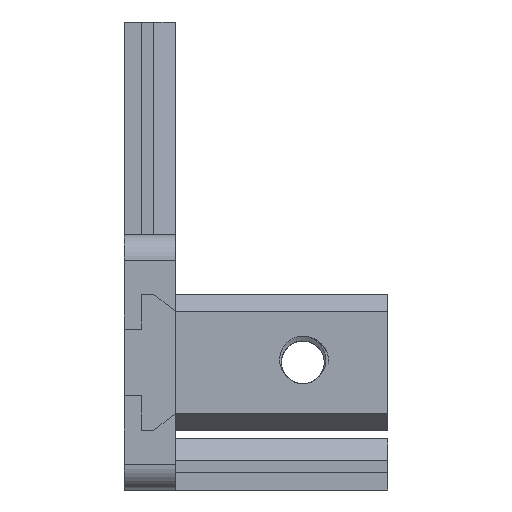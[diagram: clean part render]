
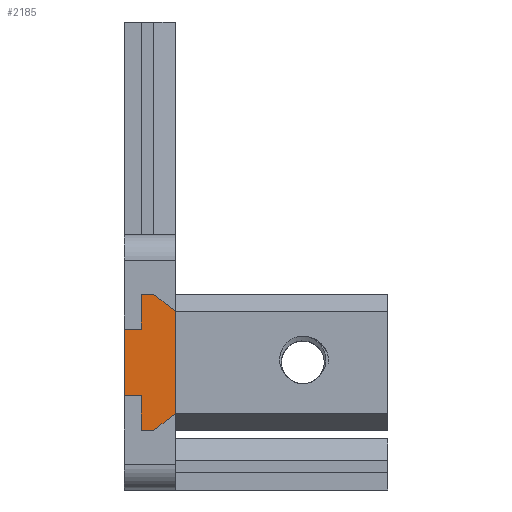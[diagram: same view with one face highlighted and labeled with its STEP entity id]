
A CAD part, left-side view. The second image highlights one B-rep face of the part: STEP entity #2185.
In plain terms, the highlighted planar face has unit normal (-1, 0, 0).
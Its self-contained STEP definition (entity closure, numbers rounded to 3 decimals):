
#31=PLANE('',#2323);
#137=FACE_OUTER_BOUND('',#251,.T.);
#251=EDGE_LOOP('',(#1657,#1658,#1659,#1660,#1661,#1662,#1663,#1664,#1665,
#1666));
#515=LINE('',#5255,#699);
#518=LINE('',#5261,#702);
#521=LINE('',#5267,#705);
#524=LINE('',#5273,#708);
#528=LINE('',#5282,#712);
#531=LINE('',#5288,#715);
#534=LINE('',#5294,#718);
#537=LINE('',#5300,#721);
#539=LINE('',#5303,#723);
#540=LINE('',#5304,#724);
#699=VECTOR('',#2561,10.);
#702=VECTOR('',#2566,10.);
#705=VECTOR('',#2571,10.);
#708=VECTOR('',#2576,10.);
#712=VECTOR('',#2582,10.);
#715=VECTOR('',#2587,10.);
#718=VECTOR('',#2592,10.);
#721=VECTOR('',#2597,10.);
#723=VECTOR('',#2601,10.);
#724=VECTOR('',#2602,10.);
#955=VERTEX_POINT('',#5252);
#956=VERTEX_POINT('',#5254);
#958=VERTEX_POINT('',#5260);
#960=VERTEX_POINT('',#5266);
#962=VERTEX_POINT('',#5272);
#965=VERTEX_POINT('',#5279);
#966=VERTEX_POINT('',#5281);
#968=VERTEX_POINT('',#5287);
#970=VERTEX_POINT('',#5293);
#972=VERTEX_POINT('',#5299);
#1223=EDGE_CURVE('',#956,#955,#515,.T.);
#1226=EDGE_CURVE('',#958,#956,#518,.T.);
#1229=EDGE_CURVE('',#960,#958,#521,.T.);
#1232=EDGE_CURVE('',#962,#960,#524,.T.);
#1236=EDGE_CURVE('',#966,#965,#528,.T.);
#1239=EDGE_CURVE('',#968,#966,#531,.T.);
#1242=EDGE_CURVE('',#970,#968,#534,.T.);
#1245=EDGE_CURVE('',#972,#970,#537,.T.);
#1247=EDGE_CURVE('',#965,#962,#539,.T.);
#1248=EDGE_CURVE('',#955,#972,#540,.T.);
#1657=ORIENTED_EDGE('',*,*,#1245,.T.);
#1658=ORIENTED_EDGE('',*,*,#1242,.T.);
#1659=ORIENTED_EDGE('',*,*,#1239,.T.);
#1660=ORIENTED_EDGE('',*,*,#1236,.T.);
#1661=ORIENTED_EDGE('',*,*,#1247,.T.);
#1662=ORIENTED_EDGE('',*,*,#1232,.T.);
#1663=ORIENTED_EDGE('',*,*,#1229,.T.);
#1664=ORIENTED_EDGE('',*,*,#1226,.T.);
#1665=ORIENTED_EDGE('',*,*,#1223,.T.);
#1666=ORIENTED_EDGE('',*,*,#1248,.T.);
#2185=ADVANCED_FACE('',(#137),#31,.T.);
#2323=AXIS2_PLACEMENT_3D('',#5302,#2599,#2600);
#2561=DIRECTION('',(0.,-0.781,0.625));
#2566=DIRECTION('',(0.,-1.,0.));
#2571=DIRECTION('',(0.,0.,-1.));
#2576=DIRECTION('',(0.,-1.,0.));
#2582=DIRECTION('',(0.,1.,0.));
#2587=DIRECTION('',(0.,0.,-1.));
#2592=DIRECTION('',(0.,1.,0.));
#2597=DIRECTION('',(0.,0.781,0.625));
#2599=DIRECTION('center_axis',(-1.,0.,0.));
#2600=DIRECTION('ref_axis',(0.,0.,1.));
#2601=DIRECTION('',(0.,0.,-1.));
#2602=DIRECTION('',(0.,0.,1.));
#5252=CARTESIAN_POINT('',(34.737,-5.,-10.453));
#5254=CARTESIAN_POINT('',(34.737,-2.5,-12.453));
#5255=CARTESIAN_POINT('',(34.737,-5.,-10.453));
#5260=CARTESIAN_POINT('',(34.737,-1.,-12.453));
#5261=CARTESIAN_POINT('',(34.737,-1.,-12.453));
#5266=CARTESIAN_POINT('',(34.737,-1.,-8.353));
#5267=CARTESIAN_POINT('',(34.737,-1.,-4.453));
#5272=CARTESIAN_POINT('',(34.737,1.,-8.353));
#5273=CARTESIAN_POINT('',(34.737,1.,-8.353));
#5279=CARTESIAN_POINT('',(34.737,1.,-0.553));
#5281=CARTESIAN_POINT('',(34.737,-1.,-0.553));
#5282=CARTESIAN_POINT('',(34.737,1.,-0.553));
#5287=CARTESIAN_POINT('',(34.737,-1.,3.547));
#5288=CARTESIAN_POINT('',(34.737,-1.,-4.453));
#5293=CARTESIAN_POINT('',(34.737,-2.5,3.547));
#5294=CARTESIAN_POINT('',(34.737,-1.,3.547));
#5299=CARTESIAN_POINT('',(34.737,-5.,1.547));
#5300=CARTESIAN_POINT('',(34.737,-5.,1.547));
#5302=CARTESIAN_POINT('Origin',(34.737,-2.,-4.453));
#5303=CARTESIAN_POINT('',(34.737,1.,-4.453));
#5304=CARTESIAN_POINT('',(34.737,-5.,-4.453));
